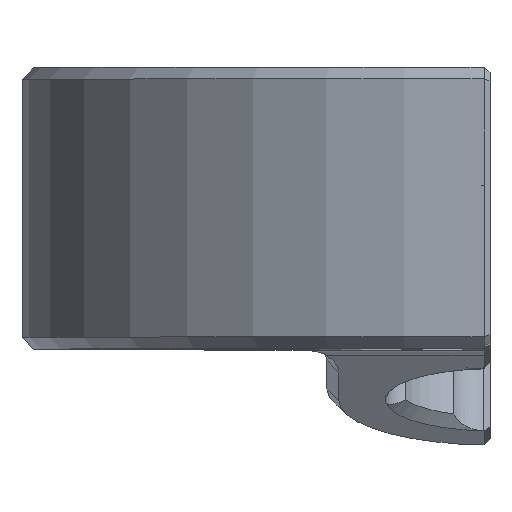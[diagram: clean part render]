
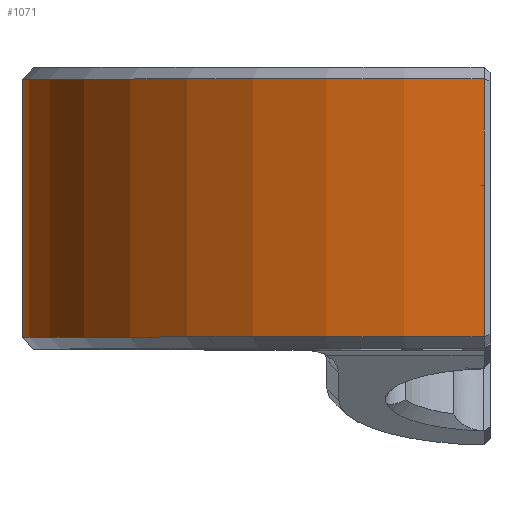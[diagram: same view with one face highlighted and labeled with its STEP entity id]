
A CAD part, top view. The second image highlights one B-rep face of the part: STEP entity #1071.
In plain terms, the highlighted cylindrical face has radius 20 mm (diameter 40 mm), a partial arc.
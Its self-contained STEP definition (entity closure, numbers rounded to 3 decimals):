
#19 = AXIS2_PLACEMENT_3D ( 'NONE', #1580, #1319, #3189 ) ;
#44 = CARTESIAN_POINT ( 'NONE',  ( -0.299, 0.504, 19.998 ) ) ;
#77 = CARTESIAN_POINT ( 'NONE',  ( -20., 0.5, 0. ) ) ;
#81 = ORIENTED_EDGE ( 'NONE', *, *, #2691, .T. ) ;
#162 = EDGE_CURVE ( 'NONE', #3395, #625, #2902, .T. ) ;
#208 = EDGE_CURVE ( 'NONE', #1895, #365, #257, .T. ) ;
#222 = CARTESIAN_POINT ( 'NONE',  ( 0., 0.5, 0. ) ) ;
#257 = B_SPLINE_CURVE_WITH_KNOTS ( 'NONE', 3,
 ( #1665, #1634, #44, #318 ),
 .UNSPECIFIED., .F., .F.,
 ( 4, 4 ),
 ( 0., 0. ),
 .UNSPECIFIED. ) ;
#284 = VECTOR ( 'NONE', #1177, 1000. ) ;
#318 = CARTESIAN_POINT ( 'NONE',  ( -0.298, 0.506, 19.998 ) ) ;
#344 = CARTESIAN_POINT ( 'NONE',  ( -0.299, 11.496, 19.998 ) ) ;
#365 = VERTEX_POINT ( 'NONE', #1732 ) ;
#486 = DIRECTION ( 'NONE',  ( 0., 1., 0. ) ) ;
#618 = CARTESIAN_POINT ( 'NONE',  ( 0., 11.5, 0. ) ) ;
#625 = VERTEX_POINT ( 'NONE', #1326 ) ;
#671 = CYLINDRICAL_SURFACE ( 'NONE', #19, 20. ) ;
#726 = CARTESIAN_POINT ( 'NONE',  ( -0.298, 11.494, 19.998 ) ) ;
#736 = EDGE_CURVE ( 'NONE', #879, #3395, #2129, .T. ) ;
#808 = DIRECTION ( 'NONE',  ( 0., 1., 0. ) ) ;
#879 = VERTEX_POINT ( 'NONE', #726 ) ;
#1068 = ORIENTED_EDGE ( 'NONE', *, *, #2392, .T. ) ;
#1071 = ADVANCED_FACE ( 'NONE', ( #1194 ), #671, .T. ) ;
#1096 = CARTESIAN_POINT ( 'NONE',  ( -0.302, 0.5, 19.998 ) ) ;
#1126 = AXIS2_PLACEMENT_3D ( 'NONE', #222, #486, #1804 ) ;
#1159 = CARTESIAN_POINT ( 'NONE',  ( -0.3, 11.498, 19.998 ) ) ;
#1177 = DIRECTION ( 'NONE',  ( 0., 1., 0. ) ) ;
#1194 = FACE_OUTER_BOUND ( 'NONE', #1206, .T. ) ;
#1206 = EDGE_LOOP ( 'NONE', ( #81, #2689, #1068, #1396, #1443, #1684 ) ) ;
#1319 = DIRECTION ( 'NONE',  ( 0., 1., 0. ) ) ;
#1326 = CARTESIAN_POINT ( 'NONE',  ( -20., 11.5, 0. ) ) ;
#1396 = ORIENTED_EDGE ( 'NONE', *, *, #736, .T. ) ;
#1443 = ORIENTED_EDGE ( 'NONE', *, *, #162, .T. ) ;
#1580 = CARTESIAN_POINT ( 'NONE',  ( 0., 12., 0. ) ) ;
#1614 = VECTOR ( 'NONE', #808, 1000. ) ;
#1634 = CARTESIAN_POINT ( 'NONE',  ( -0.3, 0.502, 19.998 ) ) ;
#1665 = CARTESIAN_POINT ( 'NONE',  ( -0.302, 0.5, 19.998 ) ) ;
#1676 = CARTESIAN_POINT ( 'NONE',  ( -0.302, 11.5, 19.998 ) ) ;
#1684 = ORIENTED_EDGE ( 'NONE', *, *, #2875, .F. ) ;
#1732 = CARTESIAN_POINT ( 'NONE',  ( -0.298, 0.506, 19.998 ) ) ;
#1804 = DIRECTION ( 'NONE',  ( 0., 0., -1. ) ) ;
#1895 = VERTEX_POINT ( 'NONE', #1096 ) ;
#1946 = DIRECTION ( 'NONE',  ( 0., -1., 0. ) ) ;
#2129 = B_SPLINE_CURVE_WITH_KNOTS ( 'NONE', 3,
 ( #2773, #344, #1159, #2211 ),
 .UNSPECIFIED., .F., .F.,
 ( 4, 4 ),
 ( 0., 0. ),
 .UNSPECIFIED. ) ;
#2211 = CARTESIAN_POINT ( 'NONE',  ( -0.302, 11.5, 19.998 ) ) ;
#2392 = EDGE_CURVE ( 'NONE', #365, #879, #3209, .T. ) ;
#2396 = CARTESIAN_POINT ( 'NONE',  ( -20., 12., 0. ) ) ;
#2557 = CIRCLE ( 'NONE', #1126, 20. ) ;
#2600 = LINE ( 'NONE', #2396, #1614 ) ;
#2689 = ORIENTED_EDGE ( 'NONE', *, *, #208, .T. ) ;
#2691 = EDGE_CURVE ( 'NONE', #2946, #1895, #2557, .T. ) ;
#2702 = CARTESIAN_POINT ( 'NONE',  ( -0.298, -4.167, 19.998 ) ) ;
#2725 = DIRECTION ( 'NONE',  ( 0., 0., 1. ) ) ;
#2773 = CARTESIAN_POINT ( 'NONE',  ( -0.298, 11.494, 19.998 ) ) ;
#2875 = EDGE_CURVE ( 'NONE', #2946, #625, #2600, .T. ) ;
#2902 = CIRCLE ( 'NONE', #3456, 20. ) ;
#2946 = VERTEX_POINT ( 'NONE', #77 ) ;
#3189 = DIRECTION ( 'NONE',  ( 0., 0., 1. ) ) ;
#3209 = LINE ( 'NONE', #2702, #284 ) ;
#3395 = VERTEX_POINT ( 'NONE', #1676 ) ;
#3456 = AXIS2_PLACEMENT_3D ( 'NONE', #618, #1946, #2725 ) ;
